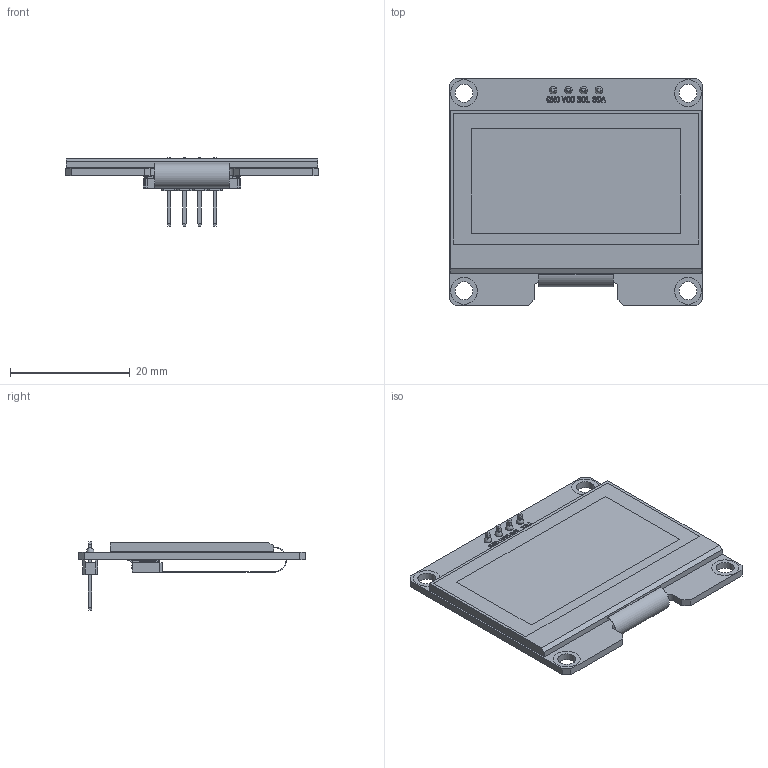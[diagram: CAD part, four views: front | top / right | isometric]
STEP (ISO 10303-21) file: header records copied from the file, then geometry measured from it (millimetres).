
FILE_DESCRIPTION(/* description */ (''),/* implementation_level */ '2;1');
FILE_NAME(/* name */ 'SSD1309 1.54'' I2C.step',/* time_stamp */ '2025-08-25T19:18:28Z',/* author */ (''),/* organization */ (''),/* preprocessor_version */ 'ST-DEVELOPER v20.1',/* originating_system */ 'Autodesk Translation Framework v14.10.0.0',/* authorisation */ '');
FILE_SCHEMA (('AUTOMOTIVE_DESIGN { 1 0 10303 214 3 1 1 }'));
Length unit declared in the file: millimetre
Products named in the file (30): SSD1309 1.54' I2C; SSD1309 1.54' I2C_1; ER-OLEDM015-2-SPI-I2C PCB°å; ER-OLED015-2 (1); 0.15mm; ER-OLED015-2; FPC-24 (16); FPC-24 (15); FPC-24 (14); FPC-24 (13); FPC-24 (12); FPC-24 (11); FPC-24 (10); FPC-24 (9); FPC-24 (8); FPC-24 (7); FPC-24 (6); FPC-24 (5); FPC-24 (4); FPC-24 (3); FPC-24 (2); FPC-24 (1); FPC-24; Pin Header 7P (6); Pin Header 7P (5); Pin Header 7P (4); Pin Header 7P (3); Pin Header 7P (2); Pin Header 7P (1); Pin Header 7P
Assembly tree (30 placements, depth 2):
  SSD1309 1.54' I2C
  SSD1309 1.54' I2C_1
    0.15mm  x3
    ER-OLEDM015-2-SPI-I2C PCB°å
    ER-OLED015-2 (1)
    ER-OLED015-2
    FPC-24 (16)
    FPC-24 (15)
    FPC-24 (14)
    FPC-24 (13)
    FPC-24 (12)
    FPC-24 (11)
    FPC-24 (10)
    FPC-24 (9)
    FPC-24 (8)
    FPC-24 (7)
    FPC-24 (6)
    FPC-24 (5)
    FPC-24 (4)
    FPC-24 (3)
    FPC-24 (2)
    FPC-24 (1)
    FPC-24
    Pin Header 7P (6)
    Pin Header 7P (5)
    Pin Header 7P (4)
    Pin Header 7P (3)
    Pin Header 7P (2)
    Pin Header 7P (1)
    Pin Header 7P
Bounding box: 42.4 x 38 x 11.5 mm (x, y, z)
Volume: 3723.5 mm3; surface area: 8246.3 mm2
Topology: 27 solids, 27 shells, 1568 faces, 4797 edges, 3132 vertices
Faces by surface type: plane 1414, cylinder 146, bspline 8
Full cylindrical faces by diameter (mm): 0.7 x2, 0.8 x2, 1 x4, 3 x4
Entity records: 58729 total; most frequent: CARTESIAN_POINT 13130, ORIENTED_EDGE 9546, DIRECTION 8211, EDGE_CURVE 4773, LINE 4369, VECTOR 4369, VERTEX_POINT 3116, AXIS2_PLACEMENT_3D 1921
